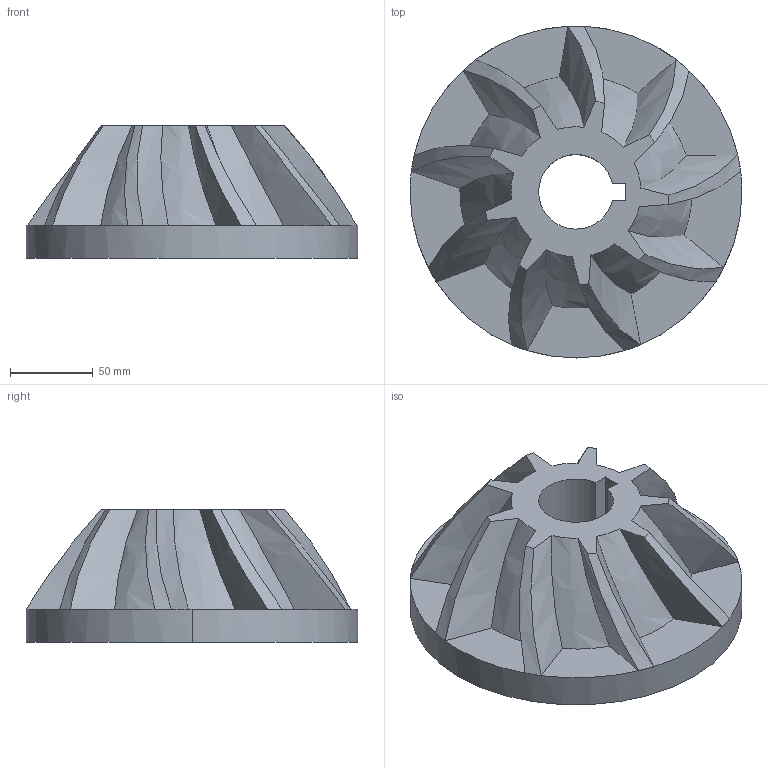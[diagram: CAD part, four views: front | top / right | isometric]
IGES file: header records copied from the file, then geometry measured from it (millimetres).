
Start section: START RECORD GO HERE.
Global section: file name: impeller.igs; native system: DASSAULT SYSTEMES CATIA Version 5-6 Release 2014 - www.3ds.com; preprocessor: V5-6R2014_5.24.0.0.01-15-2014.20.00; author: Mayur; organization: Mayur-PC; date: 20150921.215650; units: millimetre
Bounding box: 200 x 200 x 80 mm (x, y, z)
Surface area: 118328.9 mm2 (no closed solid volume)
Topology: 0 solids, 0 shells, 53 faces, 270 edges, 270 vertices
Faces by surface type: bspline 36, plane 14, revolution 3
